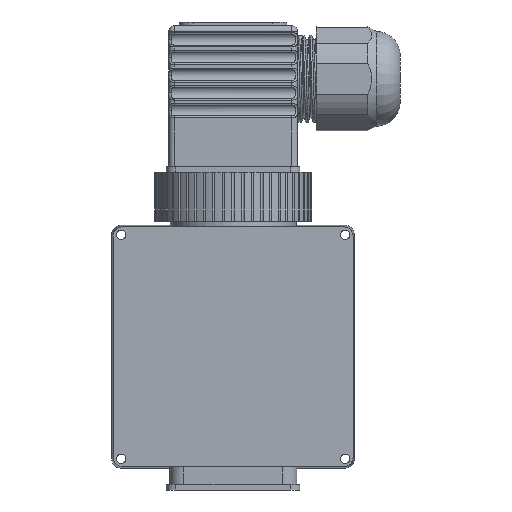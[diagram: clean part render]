
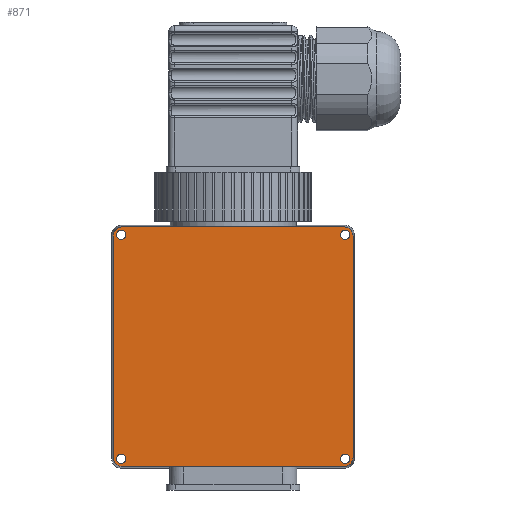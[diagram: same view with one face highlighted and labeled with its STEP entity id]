
A CAD part, front view. The second image highlights one B-rep face of the part: STEP entity #871.
In plain terms, the highlighted face is planar.
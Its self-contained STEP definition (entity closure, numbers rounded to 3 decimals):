
#871=ADVANCED_FACE('',(#7769,#7771,#7773,#7775,#7777),#7779,.T.);
#7769=FACE_BOUND('',#7770,.T.);
#7770=EDGE_LOOP('',(#20670,#20671,#20672,#20673,#20674,#20675,#20676,#20677));
#7771=FACE_BOUND('',#7772,.T.);
#7772=EDGE_LOOP('',(#20678));
#7773=FACE_BOUND('',#7774,.T.);
#7774=EDGE_LOOP('',(#20679));
#7775=FACE_BOUND('',#7776,.T.);
#7776=EDGE_LOOP('',(#20680));
#7777=FACE_BOUND('',#7778,.T.);
#7778=EDGE_LOOP('',(#20681));
#7779=PLANE('',#7780);
#7780=AXIS2_PLACEMENT_3D('',#7781,#7782,#7783);
#7781=CARTESIAN_POINT('',(0.,0.,35.));
#7782=DIRECTION('',(0.,0.,1.));
#7783=DIRECTION('',(1.,0.,0.));
#20670=ORIENTED_EDGE('',*,*,#26139,.F.);
#20671=ORIENTED_EDGE('',*,*,#26161,.T.);
#20672=ORIENTED_EDGE('',*,*,#26160,.F.);
#20673=ORIENTED_EDGE('',*,*,#26150,.T.);
#20674=ORIENTED_EDGE('',*,*,#26148,.F.);
#20675=ORIENTED_EDGE('',*,*,#26146,.T.);
#20676=ORIENTED_EDGE('',*,*,#26144,.F.);
#20677=ORIENTED_EDGE('',*,*,#26140,.T.);
#20678=ORIENTED_EDGE('',*,*,#26162,.T.);
#20679=ORIENTED_EDGE('',*,*,#26163,.T.);
#20680=ORIENTED_EDGE('',*,*,#26164,.T.);
#20681=ORIENTED_EDGE('',*,*,#26165,.T.);
#26139=EDGE_CURVE('',#29106,#29104,#29108,.T.);
#26140=EDGE_CURVE('',#29109,#29104,#29110,.T.);
#26144=EDGE_CURVE('',#29109,#29114,#29116,.F.);
#26146=EDGE_CURVE('',#29117,#29114,#29119,.T.);
#26148=EDGE_CURVE('',#29117,#29120,#29122,.T.);
#26150=EDGE_CURVE('',#29123,#29120,#29125,.T.);
#26160=EDGE_CURVE('',#29123,#29142,#29144,.T.);
#26161=EDGE_CURVE('',#29106,#29142,#29145,.T.);
#26162=EDGE_CURVE('',#29146,#29146,#29147,.T.);
#26163=EDGE_CURVE('',#29148,#29148,#29149,.T.);
#26164=EDGE_CURVE('',#29150,#29150,#29151,.T.);
#26165=EDGE_CURVE('',#29152,#29152,#29153,.T.);
#29104=VERTEX_POINT('',#34202);
#29106=VERTEX_POINT('',#34206);
#29108=(BOUNDED_CURVE()B_SPLINE_CURVE(3,
(#34210,#34211,#34212,#34213),
.UNSPECIFIED.,.F.,.F.)B_SPLINE_CURVE_WITH_KNOTS((4,4),
(0.,1.),
.UNSPECIFIED.)CURVE()GEOMETRIC_REPRESENTATION_ITEM()RATIONAL_B_SPLINE_CURVE((1.,
0.805,0.805,1.))REPRESENTATION_ITEM(''));
#29109=VERTEX_POINT('',#34214);
#29110=LINE('',#34215,#34216);
#29114=VERTEX_POINT('',#34229);
#29116=(BOUNDED_CURVE()B_SPLINE_CURVE(3,
(#34233,#34234,#34235,#34236),
.UNSPECIFIED.,.F.,.F.)B_SPLINE_CURVE_WITH_KNOTS((4,4),
(0.,1.),
.UNSPECIFIED.)CURVE()GEOMETRIC_REPRESENTATION_ITEM()RATIONAL_B_SPLINE_CURVE((1.,
0.805,0.805,1.))REPRESENTATION_ITEM(''));
#29117=VERTEX_POINT('',#34237);
#29119=LINE('',#34241,#34242);
#29120=VERTEX_POINT('',#34244);
#29122=(BOUNDED_CURVE()B_SPLINE_CURVE(3,
(#34248,#34249,#34250,#34251),
.UNSPECIFIED.,.F.,.F.)B_SPLINE_CURVE_WITH_KNOTS((4,4),
(0.,1.),
.UNSPECIFIED.)CURVE()GEOMETRIC_REPRESENTATION_ITEM()RATIONAL_B_SPLINE_CURVE((1.,
0.805,0.805,1.))REPRESENTATION_ITEM(''));
#29123=VERTEX_POINT('',#34252);
#29125=LINE('',#34256,#34257);
#29142=VERTEX_POINT('',#34295);
#29144=(BOUNDED_CURVE()B_SPLINE_CURVE(3,
(#34299,#34300,#34301,#34302),
.UNSPECIFIED.,.F.,.F.)B_SPLINE_CURVE_WITH_KNOTS((4,4),
(0.,1.),
.UNSPECIFIED.)CURVE()GEOMETRIC_REPRESENTATION_ITEM()RATIONAL_B_SPLINE_CURVE((1.,
0.805,0.805,1.))REPRESENTATION_ITEM(''));
#29145=LINE('',#34303,#34304);
#29146=VERTEX_POINT('',#34306);
#29147=CIRCLE('',#34307,1.);
#29148=VERTEX_POINT('',#34311);
#29149=CIRCLE('',#34312,1.);
#29150=VERTEX_POINT('',#34316);
#29151=CIRCLE('',#34317,1.);
#29152=VERTEX_POINT('',#34321);
#29153=CIRCLE('',#34322,1.);
#34202=CARTESIAN_POINT('',(25.695,23.695,35.));
#34206=CARTESIAN_POINT('',(23.695,25.695,35.));
#34210=CARTESIAN_POINT('',(23.695,25.695,35.));
#34211=CARTESIAN_POINT('',(24.866,25.695,35.));
#34212=CARTESIAN_POINT('',(25.695,24.866,35.));
#34213=CARTESIAN_POINT('',(25.695,23.695,35.));
#34214=CARTESIAN_POINT('',(25.695,-23.695,35.));
#34215=CARTESIAN_POINT('',(25.695,-23.695,35.));
#34216=VECTOR('',#34217,1.);
#34217=DIRECTION('',(0.,1.,0.));
#34229=CARTESIAN_POINT('',(23.695,-25.695,35.));
#34233=CARTESIAN_POINT('',(23.695,-25.695,35.));
#34234=CARTESIAN_POINT('',(24.866,-25.695,35.));
#34235=CARTESIAN_POINT('',(25.695,-24.866,35.));
#34236=CARTESIAN_POINT('',(25.695,-23.695,35.));
#34237=CARTESIAN_POINT('',(-23.695,-25.695,35.));
#34241=CARTESIAN_POINT('',(-23.695,-25.695,35.));
#34242=VECTOR('',#34243,1.);
#34243=DIRECTION('',(1.,0.,0.));
#34244=CARTESIAN_POINT('',(-25.695,-23.695,35.));
#34248=CARTESIAN_POINT('',(-23.695,-25.695,35.));
#34249=CARTESIAN_POINT('',(-24.866,-25.695,35.));
#34250=CARTESIAN_POINT('',(-25.695,-24.866,35.));
#34251=CARTESIAN_POINT('',(-25.695,-23.695,35.));
#34252=CARTESIAN_POINT('',(-25.695,23.695,35.));
#34256=CARTESIAN_POINT('',(-25.695,23.695,35.));
#34257=VECTOR('',#34258,1.);
#34258=DIRECTION('',(0.,-1.,0.));
#34295=CARTESIAN_POINT('',(-23.695,25.695,35.));
#34299=CARTESIAN_POINT('',(-25.695,23.695,35.));
#34300=CARTESIAN_POINT('',(-25.695,24.866,35.));
#34301=CARTESIAN_POINT('',(-24.866,25.695,35.));
#34302=CARTESIAN_POINT('',(-23.695,25.695,35.));
#34303=CARTESIAN_POINT('',(23.695,25.695,35.));
#34304=VECTOR('',#34305,1.);
#34305=DIRECTION('',(-1.,0.,0.));
#34306=CARTESIAN_POINT('',(23.,24.,35.));
#34307=AXIS2_PLACEMENT_3D('',#34308,#34309,#34310);
#34308=CARTESIAN_POINT('',(24.,24.,35.));
#34309=DIRECTION('',(0.,0.,-1.));
#34310=DIRECTION('',(-1.,0.,0.));
#34311=CARTESIAN_POINT('',(-25.,24.,35.));
#34312=AXIS2_PLACEMENT_3D('',#34313,#34314,#34315);
#34313=CARTESIAN_POINT('',(-24.,24.,35.));
#34314=DIRECTION('',(0.,0.,-1.));
#34315=DIRECTION('',(-1.,0.,0.));
#34316=CARTESIAN_POINT('',(23.,-24.,35.));
#34317=AXIS2_PLACEMENT_3D('',#34318,#34319,#34320);
#34318=CARTESIAN_POINT('',(24.,-24.,35.));
#34319=DIRECTION('',(0.,0.,-1.));
#34320=DIRECTION('',(-1.,0.,0.));
#34321=CARTESIAN_POINT('',(-25.,-24.,35.));
#34322=AXIS2_PLACEMENT_3D('',#34323,#34324,#34325);
#34323=CARTESIAN_POINT('',(-24.,-24.,35.));
#34324=DIRECTION('',(0.,0.,-1.));
#34325=DIRECTION('',(-1.,0.,0.));
